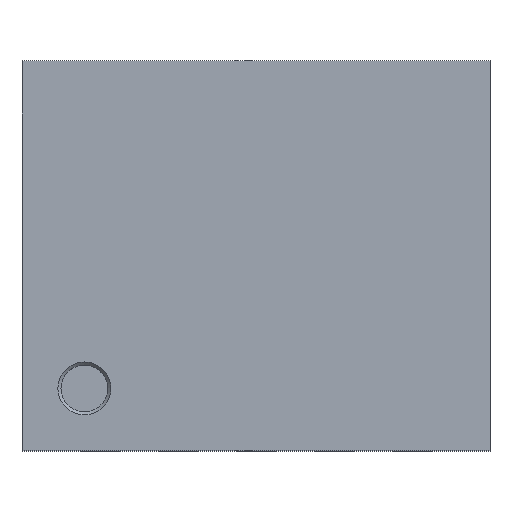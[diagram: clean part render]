
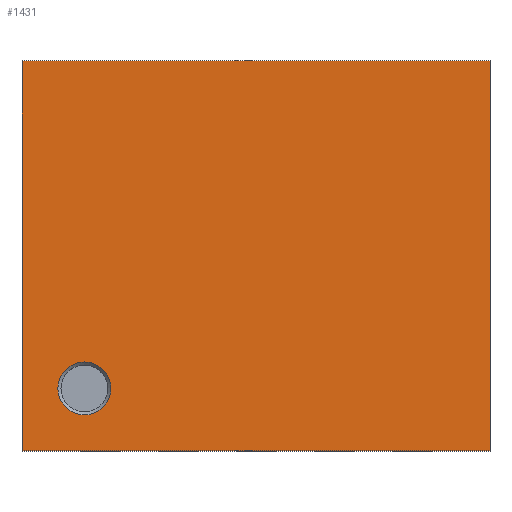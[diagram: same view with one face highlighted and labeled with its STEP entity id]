
A CAD part, top view. The second image highlights one B-rep face of the part: STEP entity #1431.
In plain terms, the highlighted planar face has unit normal (0, 0, 1).
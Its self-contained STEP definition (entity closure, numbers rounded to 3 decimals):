
#45=FACE_BOUND('',#246,.T.);
#46=PLANE('',#1562);
#146=FACE_OUTER_BOUND('',#245,.T.);
#245=EDGE_LOOP('',(#1042,#1043,#1044,#1045));
#246=EDGE_LOOP('',(#1046));
#345=LINE('',#2129,#511);
#346=LINE('',#2131,#512);
#347=LINE('',#2133,#513);
#348=LINE('',#2134,#514);
#511=VECTOR('',#1703,10.);
#512=VECTOR('',#1704,10.);
#513=VECTOR('',#1705,10.);
#514=VECTOR('',#1706,10.);
#675=CIRCLE('',#1558,0.17);
#706=VERTEX_POINT('',#2117);
#709=VERTEX_POINT('',#2127);
#710=VERTEX_POINT('',#2128);
#711=VERTEX_POINT('',#2130);
#712=VERTEX_POINT('',#2132);
#837=EDGE_CURVE('',#706,#706,#675,.T.);
#842=EDGE_CURVE('',#709,#710,#345,.T.);
#843=EDGE_CURVE('',#710,#711,#346,.T.);
#844=EDGE_CURVE('',#711,#712,#347,.T.);
#845=EDGE_CURVE('',#712,#709,#348,.T.);
#1042=ORIENTED_EDGE('',*,*,#842,.T.);
#1043=ORIENTED_EDGE('',*,*,#843,.T.);
#1044=ORIENTED_EDGE('',*,*,#844,.T.);
#1045=ORIENTED_EDGE('',*,*,#845,.T.);
#1046=ORIENTED_EDGE('',*,*,#837,.F.);
#1431=ADVANCED_FACE('',(#146,#45),#46,.T.);
#1558=AXIS2_PLACEMENT_3D('',#2118,#1691,#1692);
#1562=AXIS2_PLACEMENT_3D('',#2126,#1701,#1702);
#1691=DIRECTION('center_axis',(0.,0.,1.));
#1692=DIRECTION('ref_axis',(1.,0.,0.));
#1701=DIRECTION('center_axis',(0.,0.,1.));
#1702=DIRECTION('ref_axis',(1.,0.,0.));
#1703=DIRECTION('',(0.,1.,0.));
#1704=DIRECTION('',(-1.,0.,0.));
#1705=DIRECTION('',(0.,-1.,0.));
#1706=DIRECTION('',(1.,0.,0.));
#2117=CARTESIAN_POINT('',(-1.27,-0.85,1.));
#2118=CARTESIAN_POINT('Origin',(-1.1,-0.85,1.));
#2126=CARTESIAN_POINT('Origin',(0.,0.,1.));
#2127=CARTESIAN_POINT('',(1.5,-1.25,1.));
#2128=CARTESIAN_POINT('',(1.5,1.25,1.));
#2129=CARTESIAN_POINT('',(1.5,-1.25,1.));
#2130=CARTESIAN_POINT('',(-1.5,1.25,1.));
#2131=CARTESIAN_POINT('',(1.5,1.25,1.));
#2132=CARTESIAN_POINT('',(-1.5,-1.25,1.));
#2133=CARTESIAN_POINT('',(-1.5,1.25,1.));
#2134=CARTESIAN_POINT('',(-1.5,-1.25,1.));
